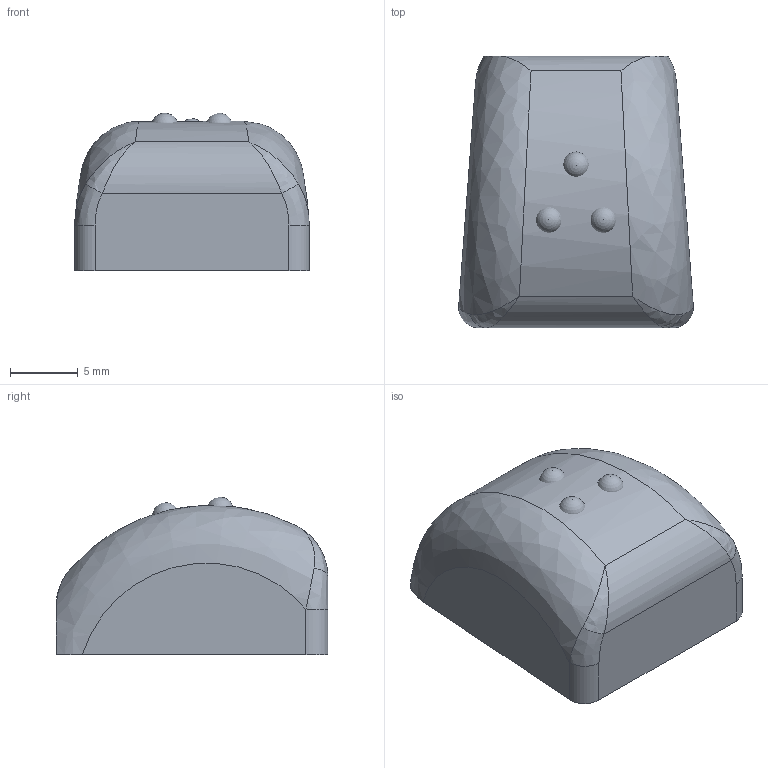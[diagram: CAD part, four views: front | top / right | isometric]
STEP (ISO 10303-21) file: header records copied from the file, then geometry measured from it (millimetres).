
FILE_DESCRIPTION(('FreeCAD Model'),'2;1');
FILE_NAME('Open CASCADE Shape Model','2023-03-12T21:27:01',('Author'),( ''),'Open CASCADE STEP processor 7.6','FreeCAD','Unknown');
FILE_SCHEMA(('AUTOMOTIVE_DESIGN { 1 0 10303 214 1 1 1 1 }'));
Length unit declared in the file: millimetre
Products named in the file (5): Unnamed; m100 thumb keycap v7; Sphere; Sphere001; Sphere002
Assembly tree (4 placements, depth 2):
  Unnamed
    m100 thumb keycap v7
    Sphere
    Sphere001
    Sphere002
Bounding box: 17.26 x 20 x 11.6 mm (x, y, z)
Volume: 1865.8 mm3; surface area: 1672.1 mm2
Topology: 4 solids, 4 shells, 52 faces, 137 edges, 88 vertices
Faces by surface type: plane 36, bspline 8, cylinder 5, sphere 3
Entity records: 4128 total; most frequent: CARTESIAN_POINT 1541, DIRECTION 422, LINE 302, VECTOR 302, ORIENTED_EDGE 252, PCURVE 252, DEFINITIONAL_REPRESENTATION 252, EDGE_CURVE 126
